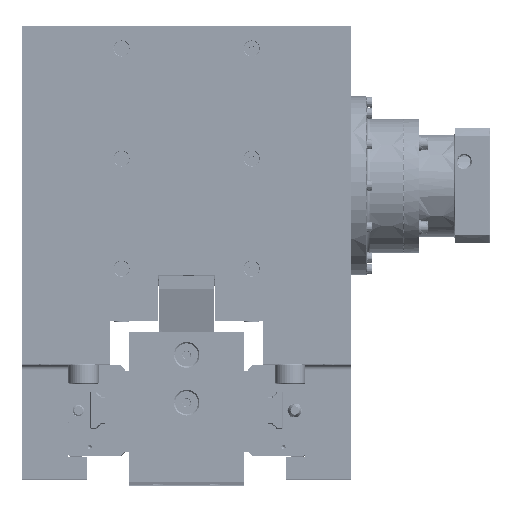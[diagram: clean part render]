
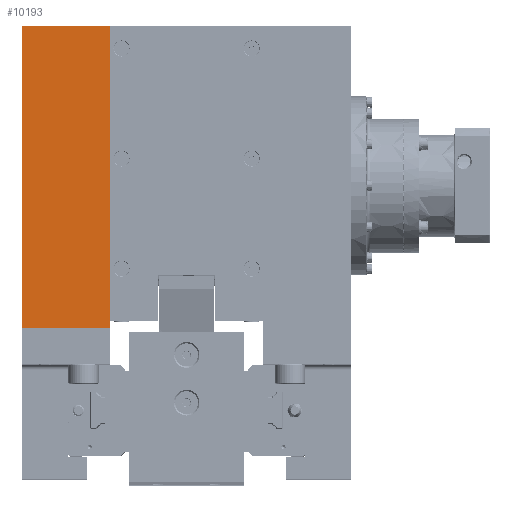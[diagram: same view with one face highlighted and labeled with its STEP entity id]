
A CAD part, top view. The second image highlights one B-rep face of the part: STEP entity #10193.
In plain terms, the highlighted planar face has unit normal (0, 0, 1).
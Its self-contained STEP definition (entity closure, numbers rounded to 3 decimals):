
#1039 = AXIS2_PLACEMENT_3D ( 'NONE', #32139, #31176, #91111 ) ;
#6973 = EDGE_CURVE ( 'NONE', #168386, #7974, #105864, .T. ) ;
#7974 = VERTEX_POINT ( 'NONE', #103430 ) ;
#10193 = ADVANCED_FACE ( 'NONE', ( #34087 ), #107834, .T. ) ;
#14411 = CARTESIAN_POINT ( 'NONE',  ( -86., -158., 82. ) ) ;
#18773 = VERTEX_POINT ( 'NONE', #44819 ) ;
#19146 = EDGE_CURVE ( 'NONE', #7974, #129943, #43624, .T. ) ;
#22078 = ORIENTED_EDGE ( 'NONE', *, *, #19146, .F. ) ;
#29423 = CARTESIAN_POINT ( 'NONE',  ( -86., -158., 82. ) ) ;
#31176 = DIRECTION ( 'NONE',  ( 0., 0., 1. ) ) ;
#32139 = CARTESIAN_POINT ( 'NONE',  ( -86., -158., 82. ) ) ;
#33190 = CARTESIAN_POINT ( 'NONE',  ( -40., 0., 82. ) ) ;
#34087 = FACE_OUTER_BOUND ( 'NONE', #173096, .T. ) ;
#43624 = LINE ( 'NONE', #103604, #190681 ) ;
#44819 = CARTESIAN_POINT ( 'NONE',  ( -40., -158., 82. ) ) ;
#50517 = LINE ( 'NONE', #103206, #65772 ) ;
#51734 = CARTESIAN_POINT ( 'NONE',  ( -86., -158., 82. ) ) ;
#57322 = DIRECTION ( 'NONE',  ( 1., 0., 0. ) ) ;
#63201 = ORIENTED_EDGE ( 'NONE', *, *, #6973, .F. ) ;
#65772 = VECTOR ( 'NONE', #178026, 1000. ) ;
#75392 = DIRECTION ( 'NONE',  ( 0., 1., 0. ) ) ;
#82289 = EDGE_CURVE ( 'NONE', #129943, #18773, #50517, .T. ) ;
#88216 = EDGE_CURVE ( 'NONE', #168386, #18773, #156037, .T. ) ;
#91111 = DIRECTION ( 'NONE',  ( 1., 0., 0. ) ) ;
#103206 = CARTESIAN_POINT ( 'NONE',  ( -40., -158., 82. ) ) ;
#103430 = CARTESIAN_POINT ( 'NONE',  ( -86., 0., 82. ) ) ;
#103604 = CARTESIAN_POINT ( 'NONE',  ( -86., 0., 82. ) ) ;
#105543 = VECTOR ( 'NONE', #57322, 1000. ) ;
#105864 = LINE ( 'NONE', #14411, #184126 ) ;
#107834 = PLANE ( 'NONE',  #1039 ) ;
#129943 = VERTEX_POINT ( 'NONE', #33190 ) ;
#156037 = LINE ( 'NONE', #51734, #105543 ) ;
#163648 = DIRECTION ( 'NONE',  ( 1., 0., 0. ) ) ;
#168386 = VERTEX_POINT ( 'NONE', #29423 ) ;
#173096 = EDGE_LOOP ( 'NONE', ( #187835, #22078, #63201, #176916 ) ) ;
#176916 = ORIENTED_EDGE ( 'NONE', *, *, #88216, .T. ) ;
#178026 = DIRECTION ( 'NONE',  ( 0., -1., 0. ) ) ;
#184126 = VECTOR ( 'NONE', #75392, 1000. ) ;
#187835 = ORIENTED_EDGE ( 'NONE', *, *, #82289, .F. ) ;
#190681 = VECTOR ( 'NONE', #163648, 1000. ) ;
